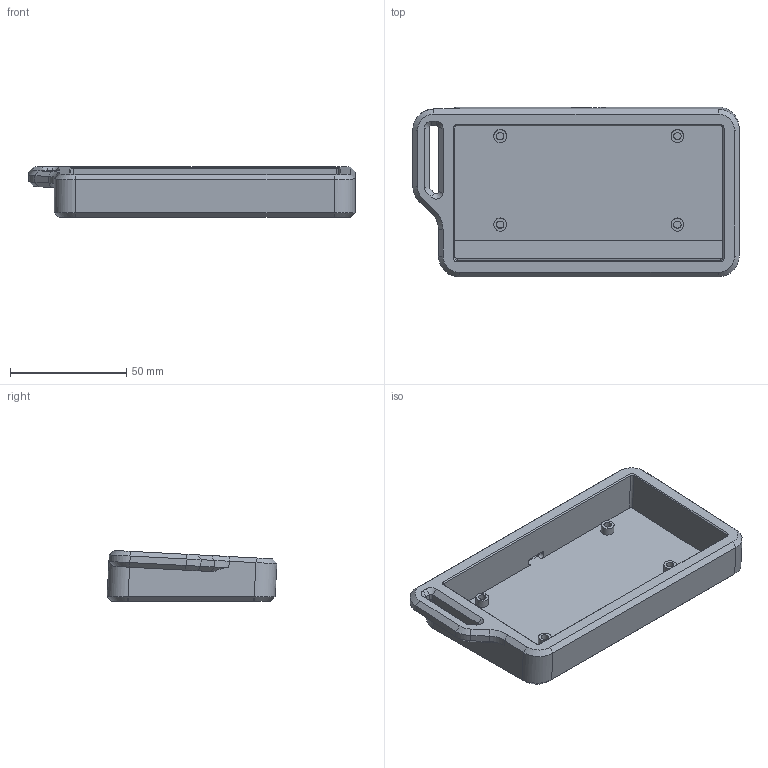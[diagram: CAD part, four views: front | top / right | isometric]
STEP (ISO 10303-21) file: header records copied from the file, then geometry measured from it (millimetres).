
FILE_DESCRIPTION(/* description */ (''),/* implementation_level */ '2;1');
FILE_NAME(/* name */ 'Strap Suffer MFR2.step',/* time_stamp */ '2024-03-05T18:27:48-08:00',/* author */ (''),/* organization */ (''),/* preprocessor_version */ 'ST-DEVELOPER v20',/* originating_system */ 'Autodesk Translation Framework v12.20.1.177',/* authorisation */ '');
FILE_SCHEMA (('AUTOMOTIVE_DESIGN { 1 0 10303 214 3 1 1 }'));
Length unit declared in the file: millimetre
Products named in the file (1): Suffer MFR2
Bounding box: 140.3 x 73 x 21.92 mm (x, y, z)
Volume: 65967 mm3; surface area: 33111.8 mm2
Topology: 1 solids, 1 shells, 127 faces, 299 edges, 181 vertices
Faces by surface type: plane 62, cylinder 31, cone 25, bspline 9
Full cylindrical faces by diameter (mm): 3.2 x4, 5.5 x4
Entity records: 3797 total; most frequent: CARTESIAN_POINT 859, DIRECTION 602, ORIENTED_EDGE 598, EDGE_CURVE 299, AXIS2_PLACEMENT_3D 206, LINE 190, VECTOR 190, VERTEX_POINT 181
